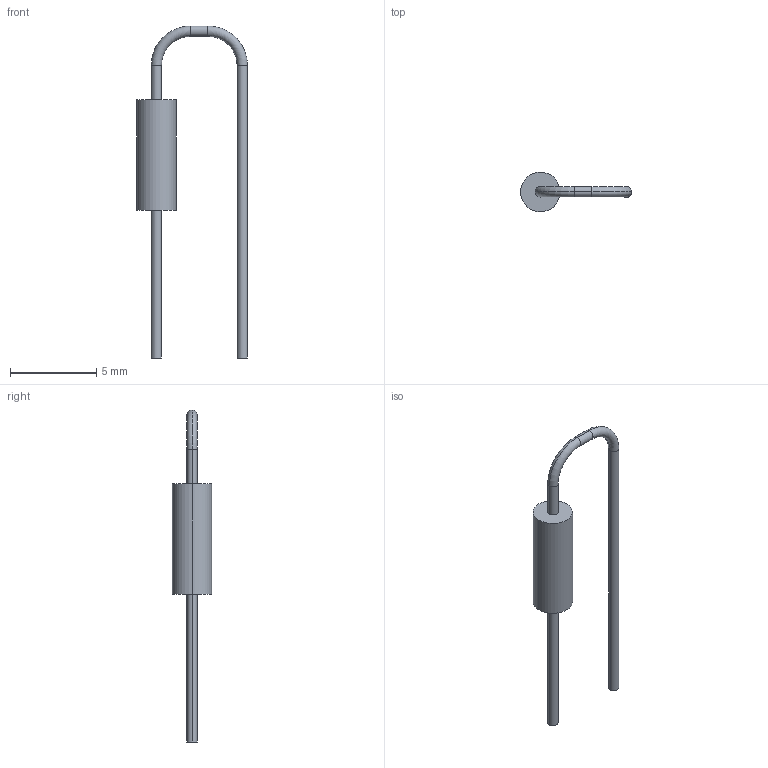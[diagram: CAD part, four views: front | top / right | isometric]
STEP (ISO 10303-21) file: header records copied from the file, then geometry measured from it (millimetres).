
FILE_DESCRIPTION (( 'STEP AP214' ), '1' );
FILE_NAME ('46A1F578-C316-4D44-AD42-B51967A0FBB2.STEP', '2008-06-06T11:42:41', ( 'sysAdmin' ), ( 'SolidWorks' ), 'SwSTEP 2.0', 'SolidWorks 2008', '' );
FILE_SCHEMA (( 'AUTOMOTIVE_DESIGN' ));
Length unit declared in the file: millimetre
Products named in the file (1): 46A1F578-C316-4D44-AD42-B51967A0FBB2
Bounding box: 6.45 x 2.3 x 19.3 mm (x, y, z)
Volume: 36.5 mm3; surface area: 120.3 mm2
Topology: 1 solids, 1 shells, 18 faces, 34 edges, 20 vertices
Faces by surface type: cylinder 10, torus 4, plane 4
Entity records: 525 total; most frequent: DIRECTION 96, CARTESIAN_POINT 73, ORIENTED_EDGE 68, AXIS2_PLACEMENT_3D 43, EDGE_CURVE 34, CIRCLE 24, EDGE_LOOP 20, VERTEX_POINT 20
